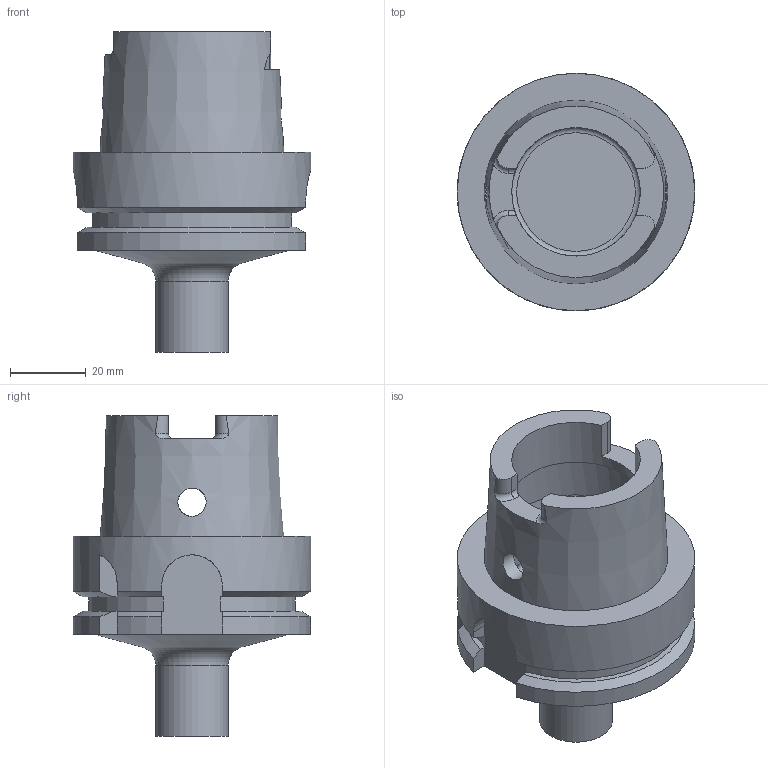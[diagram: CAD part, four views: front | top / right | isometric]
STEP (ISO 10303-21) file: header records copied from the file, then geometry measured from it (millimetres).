
FILE_DESCRIPTION(/* description */ (''),/* implementation_level */ '2;1');
FILE_NAME(/* name */ '1725433025545.stp',/* time_stamp */ '2024-09-04T08:57:10+02:00',/* author */ (''),/* organization */ ('SMS'),/* preprocessor_version */ 'ST-DEVELOPER v16.7',/* originating_system */ 'SIEMENS PLM Software NX 12.0',/* authorisation */ '');
FILE_SCHEMA (('AUTOMOTIVE_DESIGN { 1 0 10303 214 3 1 1 1 }'));
Length unit declared in the file: millimetre
Products named in the file (1): 205276778mod000_00
Bounding box: 62.94 x 62.94 x 84.9 mm (x, y, z)
Volume: 96049 mm3; surface area: 22933.5 mm2
Topology: 1 solids, 1 shells, 72 faces, 205 edges, 137 vertices
Faces by surface type: plane 34, cylinder 23, cone 9, torus 6
Full cylindrical faces by diameter (mm): 7.5 x2, 19.2 x1, 34.05 x2, 40.08 x1, 62.94 x1
Entity records: 2629 total; most frequent: CARTESIAN_POINT 821, ORIENTED_EDGE 360, DIRECTION 359, EDGE_CURVE 180, AXIS2_PLACEMENT_3D 136, VERTEX_POINT 124, EDGE_LOOP 90, LINE 87
